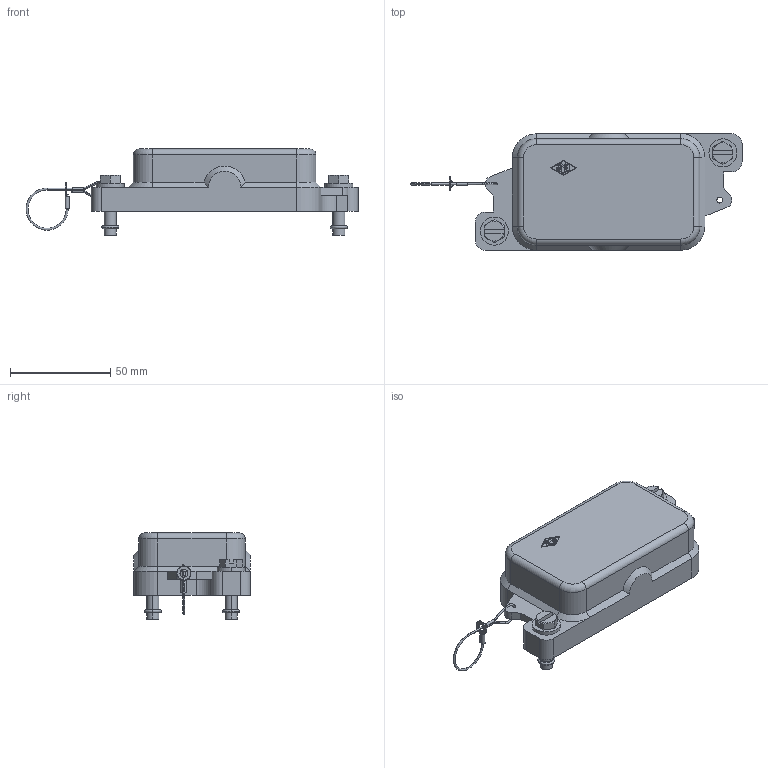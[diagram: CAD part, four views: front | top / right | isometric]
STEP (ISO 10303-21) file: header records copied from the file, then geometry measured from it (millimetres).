
FILE_DESCRIPTION(('Creo Elements/Direct Modeling STEP Export'),'2;1');
FILE_NAME('0ln7uvk49bo2q6b2532','2017-02-23T16:11:17',(''),(''),'PTC Creo Elements/Direct Modeling STEP processor for AP214 (Solid Model)','PTC Creo Elements/Direct Modeling 19.0E 27-Jun-2016 (C) Parametric Technology GmbH','');
FILE_SCHEMA(('AUTOMOTIVE_DESIGN { 1 0 10303 214 1 1 1 1 }'));
Length unit declared in the file: millimetre
Products named in the file (2): CGCE_06
Assembly tree (1 placements, depth 2):
  CGCE_06
    CGCE_06
Bounding box: 165.5 x 58 x 43.1 mm (x, y, z)
Volume: 65123.1 mm3; surface area: 31247.9 mm2
Topology: 1 solids, 1 shells, 245 faces, 610 edges, 394 vertices
Faces by surface type: plane 124, cylinder 87, cone 18, torus 16
Entity records: 9543 total; most frequent: CARTESIAN_POINT 1806, ORIENTED_EDGE 1220, DIRECTION 1178, EDGE_CURVE 610, AXIS2_PLACEMENT_3D 421, VERTEX_POINT 394, VECTOR 336, LINE 336
